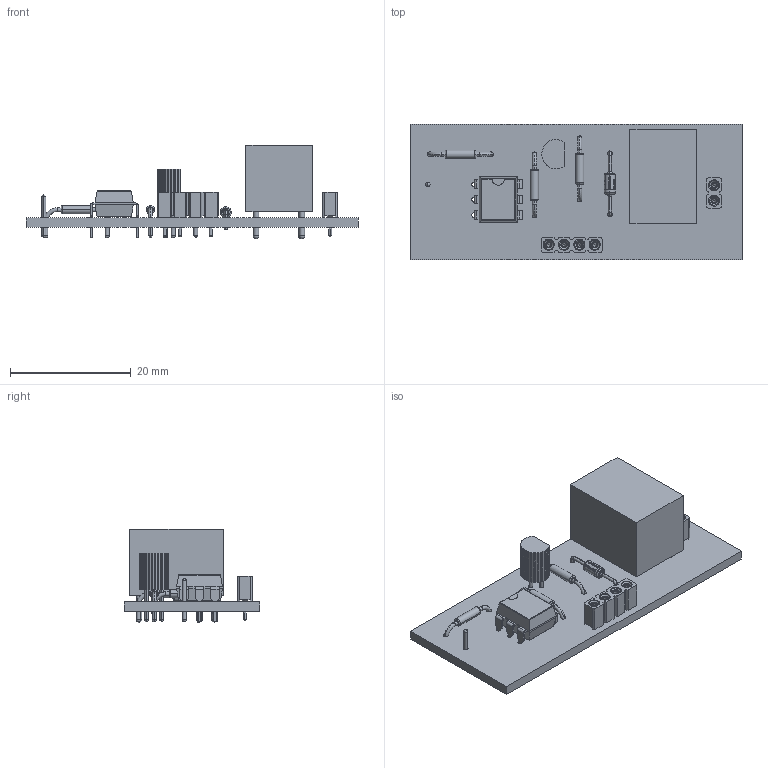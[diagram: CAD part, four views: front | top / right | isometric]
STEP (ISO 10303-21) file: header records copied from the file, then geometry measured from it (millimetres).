
FILE_DESCRIPTION(('PCB Model'),'2;1');
FILE_NAME('Circuito_Acionamento_Rele.STEP','2020-11-12T18:45:39',('victo'),( 'Unspecified'),'Open CASCADE STEP processor 6.8','Proteus','Unknown' );
FILE_SCHEMA(('AUTOMOTIVE_DESIGN { 1 0 10303 214 1 1 1 1 }'));
Length unit declared in the file: millimetre
Products named in the file (38): Open CASCADE STEP translator 6.8 1; Layer_1; R1; Open CASCADE STEP translator 6.8 1.2.1; Body_1; Pin_1; Pin_2; OPT; Open CASCADE STEP translator 6.8 1.3.1; Q1; Open CASCADE STEP translator 6.8 1.4.1; Pin_3; RB; DIODO; Open CASCADE STEP translator 6.8 1.6.1; RELE; Open CASCADE STEP translator 6.8 1.7.1; Pin_4; Pin_5; R3; GPIO; Open CASCADE STEP translator 6.8 1.9.1; 1-2-VCC_3-4GND; Open CASCADE STEP translator 6.8 1.10.1; CARGA; Open CASCADE STEP translator 6.8 1.11.1
Assembly tree (39 placements, depth 4):
  Open CASCADE STEP translator 6.8 1
    Layer_1
    R1
      Open CASCADE STEP translator 6.8 1.2.1
        Body_1
        Pin_1
        Pin_2
    OPT
      Open CASCADE STEP translator 6.8 1.3.1
        Body_1
    Q1
      Open CASCADE STEP translator 6.8 1.4.1
        Body_1
        Pin_1
        Pin_2
        Pin_3
    RB
      Open CASCADE STEP translator 6.8 1.2.1
        Body_1
        Pin_1
        Pin_2
    DIODO
      Open CASCADE STEP translator 6.8 1.6.1
        Body_1
    RELE
      Open CASCADE STEP translator 6.8 1.7.1
        Body_1
        Pin_1
        Pin_2
        Pin_3
        Pin_4
        Pin_5
    R3
      Open CASCADE STEP translator 6.8 1.2.1
        Body_1
        Pin_1
        Pin_2
    GPIO
      Open CASCADE STEP translator 6.8 1.9.1
        Pin_1
    1-2-VCC_3-4GND
      Open CASCADE STEP translator 6.8 1.10.1
        Body_1
    CARGA
      Open CASCADE STEP translator 6.8 1.11.1
        Body_1
Bounding box: 55 x 22.5 x 15.46 mm (x, y, z)
Volume: 4352.7 mm3; surface area: 4954.5 mm2
Topology: 25 solids, 25 shells, 734 faces, 2038 edges, 1322 vertices
Faces by surface type: plane 258, cylinder 216, cone 120, sphere 66, torus 44, bspline 24, extrusion 6
Entity records: 28017 total; most frequent: CARTESIAN_POINT 5476, ORIENTED_EDGE 3660, DIRECTION 3464, EDGE_CURVE 1830, AXIS2_PLACEMENT_3D 1286, VERTEX_POINT 1250, VECTOR 892, LINE 890
